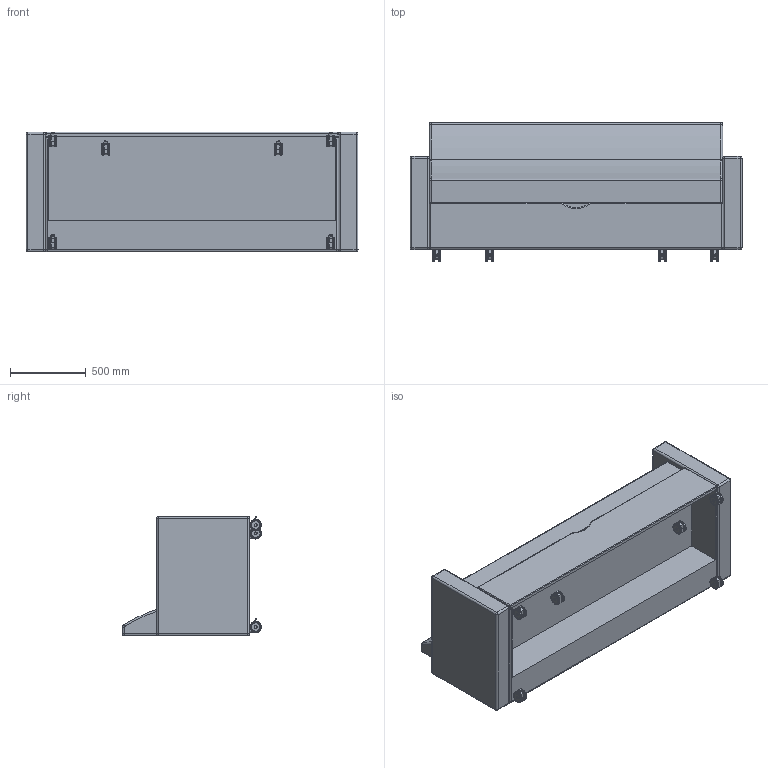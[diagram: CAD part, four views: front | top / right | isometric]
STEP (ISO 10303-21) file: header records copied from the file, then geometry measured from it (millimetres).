
FILE_DESCRIPTION(/* description */ (''),/* implementation_level */ '2;1');
FILE_NAME(/* name */ 'OW2176F - Sitting Position.stp',/* time_stamp */ '2019-05-30T10:57:14-04:00',/* author */ ('jbosley'),/* organization */ (''),/* preprocessor_version */ 'ST-DEVELOPER v16.13',/* originating_system */ 'Autodesk Inventor 2018',/* authorisation */ '');
FILE_SCHEMA (('AUTOMOTIVE_DESIGN { 1 0 10303 214 3 1 1 }'));
Length unit declared in the file: inch
Products named in the file (11): OW2176F - Sitting Position; 2176 BACK-A; 2176 SEAT LOWER; 2176 SEAT; 2176-F80 (generic); CAST COL 3"LC; CAST COL LOCK; CAST COL 3IN CENTER; CAST COL 3IN WHEEL; CAST COL 3IN INNER WHEEL; OW2176 ARM
Assembly tree (18 placements, depth 3):
  OW2176F - Sitting Position
    2176 BACK-A
    2176 SEAT LOWER
    2176 SEAT
    CAST COL 3"LC  x6
      CAST COL 3IN WHEEL
      CAST COL LOCK
      CAST COL 3IN CENTER
      CAST COL 3IN INNER WHEEL
    2176-F80 (generic)
    OW2176 ARM  x2
Bounding box: 2184.4 x 915.18 x 787.4 mm (x, y, z)
Volume: 695285905.4 mm3; surface area: 14335200.5 mm2
Topology: 42 solids, 42 shells, 722 faces, 1488 edges, 900 vertices
Faces by surface type: cylinder 272, plane 205, torus 147, sphere 92, bspline 6
Full cylindrical faces by diameter (mm): 9.525 x6, 17.462 x6, 17.475 x6, 17.526 x12, 20.747 x6, 55.88 x12, 55.956 x12, 75.006 x12
Entity records: 6519 total; most frequent: CARTESIAN_POINT 1370, DIRECTION 1104, ORIENTED_EDGE 858, AXIS2_PLACEMENT_3D 452, EDGE_CURVE 429, VERTEX_POINT 260, EDGE_LOOP 249, FACE_OUTER_BOUND 216
